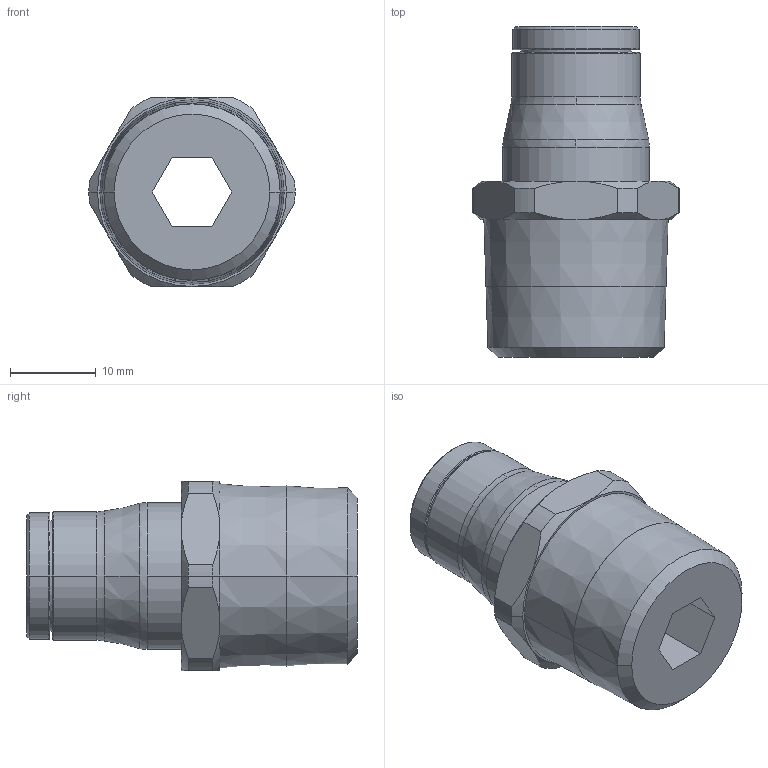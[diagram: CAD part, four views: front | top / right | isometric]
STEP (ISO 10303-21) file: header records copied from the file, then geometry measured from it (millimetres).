
FILE_DESCRIPTION(('STEP AP214'),'1');
FILE_NAME('3675_10_21.stp','2020-01-16T11:07:08',('TraceParts'),('TraceParts S.A.'),'Spatial InterOp 3D',' ',' ');
FILE_SCHEMA(('AUTOMOTIVE_DESIGN { 1 0 10303 214 1 1 1 1 }'));
Length unit declared in the file: millimetre
Products named in the file (1): 3675_10_21
Bounding box: 24 x 38.5 x 22 mm (x, y, z)
Volume: 8206.9 mm3; surface area: 4179.5 mm2
Topology: 1 solids, 1 shells, 77 faces, 181 edges, 113 vertices
Faces by surface type: cone 28, cylinder 22, plane 21, torus 6
Entity records: 2269 total; most frequent: CARTESIAN_POINT 468, DIRECTION 408, ORIENTED_EDGE 362, EDGE_CURVE 181, AXIS2_PLACEMENT_3D 173, VERTEX_POINT 113, CIRCLE 95, EDGE_LOOP 86
